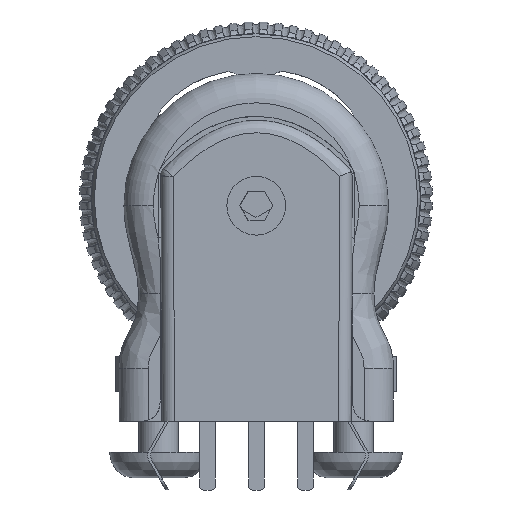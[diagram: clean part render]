
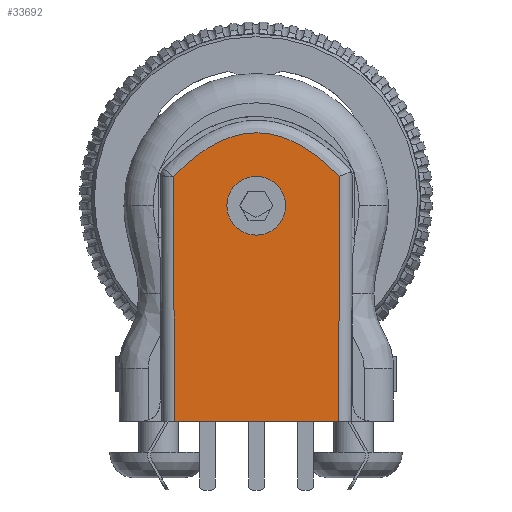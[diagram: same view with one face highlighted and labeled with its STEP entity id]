
A CAD part, left-side view. The second image highlights one B-rep face of the part: STEP entity #33692.
In plain terms, the highlighted planar face has unit normal (-1, 0, 0).
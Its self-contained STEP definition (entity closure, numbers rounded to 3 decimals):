
#33051=CARTESIAN_POINT('',(-8.992,-4.025,0.));
#33052=VERTEX_POINT('',#33051);
#33053=CARTESIAN_POINT('',(-8.992,4.343,0.));
#33054=VERTEX_POINT('',#33053);
#33055=CARTESIAN_POINT('',(-8.992,-4.025,0.));
#33056=DIRECTION('',(0.,1.,-0.));
#33057=VECTOR('',#33056,8.369);
#33058=LINE('',#33055,#33057);
#33059=EDGE_CURVE('',#33052,#33054,#33058,.T.);
#33569=CARTESIAN_POINT('',(-8.992,0.159,14.575));
#33570=DIRECTION('',(-1.,0.,-0.));
#33571=DIRECTION('',(-0.,-1.,0.));
#33572=AXIS2_PLACEMENT_3D('',#33569,#33570,#33571);
#33573=PLANE('',#33572);
#33574=CARTESIAN_POINT('',(-8.992,4.399,12.497));
#33575=VERTEX_POINT('',#33574);
#33576=CARTESIAN_POINT('',(-8.992,4.399,12.492));
#33577=VERTEX_POINT('',#33576);
#33578=CARTESIAN_POINT('',(-8.992,4.399,12.497));
#33579=CARTESIAN_POINT('',(-8.992,4.399,12.496));
#33580=CARTESIAN_POINT('',(-8.992,4.399,12.494));
#33581=CARTESIAN_POINT('',(-8.992,4.399,12.492));
#33582=B_SPLINE_CURVE_WITH_KNOTS('',3,(#33578,#33579,#33580,#33581),.UNSPECIFIED.,.F.,.F.,(4,4),(0.,0.),.UNSPECIFIED.);
#33583=EDGE_CURVE('',#33575,#33577,#33582,.T.);
#33584=ORIENTED_EDGE('',*,*,#33583,.T.);
#33585=CARTESIAN_POINT('',(-8.992,4.399,12.492));
#33586=DIRECTION('',(-0.,-0.004,-1.));
#33587=VECTOR('',#33586,12.492);
#33588=LINE('',#33585,#33587);
#33589=EDGE_CURVE('',#33577,#33054,#33588,.T.);
#33590=ORIENTED_EDGE('',*,*,#33589,.T.);
#33591=ORIENTED_EDGE('',*,*,#33059,.F.);
#33592=CARTESIAN_POINT('',(-8.992,-4.081,12.498));
#33593=VERTEX_POINT('',#33592);
#33594=CARTESIAN_POINT('',(-8.992,-4.025,0.));
#33595=DIRECTION('',(-0.,-0.004,1.));
#33596=VECTOR('',#33595,12.498);
#33597=LINE('',#33594,#33596);
#33598=EDGE_CURVE('',#33052,#33593,#33597,.T.);
#33599=ORIENTED_EDGE('',*,*,#33598,.T.);
#33600=CARTESIAN_POINT('',(-8.992,-4.081,12.498));
#33601=CARTESIAN_POINT('',(-8.992,-3.794,12.793));
#33602=CARTESIAN_POINT('',(-8.992,-3.494,13.075));
#33603=CARTESIAN_POINT('',(-8.992,-3.178,13.334));
#33604=CARTESIAN_POINT('',(-8.992,-2.863,13.594));
#33605=CARTESIAN_POINT('',(-8.992,-2.531,13.831));
#33606=CARTESIAN_POINT('',(-8.992,-2.177,14.038));
#33607=CARTESIAN_POINT('',(-8.992,-2.,14.141));
#33608=CARTESIAN_POINT('',(-8.992,-1.815,14.237));
#33609=CARTESIAN_POINT('',(-8.992,-1.628,14.321));
#33610=CARTESIAN_POINT('',(-8.992,-1.44,14.405));
#33611=CARTESIAN_POINT('',(-8.992,-1.248,14.478));
#33612=CARTESIAN_POINT('',(-8.992,-1.052,14.538));
#33613=CARTESIAN_POINT('',(-8.992,-0.856,14.598));
#33614=CARTESIAN_POINT('',(-8.992,-0.653,14.645));
#33615=CARTESIAN_POINT('',(-8.992,-0.449,14.676));
#33616=CARTESIAN_POINT('',(-8.992,-0.246,14.707));
#33617=CARTESIAN_POINT('',(-8.992,-0.042,14.723));
#33618=CARTESIAN_POINT('',(-8.992,0.162,14.722));
#33619=CARTESIAN_POINT('',(-8.992,0.365,14.722));
#33620=CARTESIAN_POINT('',(-8.992,0.569,14.705));
#33621=CARTESIAN_POINT('',(-8.992,0.772,14.673));
#33622=CARTESIAN_POINT('',(-8.992,0.975,14.641));
#33623=CARTESIAN_POINT('',(-8.992,1.178,14.593));
#33624=CARTESIAN_POINT('',(-8.992,1.373,14.533));
#33625=CARTESIAN_POINT('',(-8.992,1.569,14.473));
#33626=CARTESIAN_POINT('',(-8.992,1.76,14.399));
#33627=CARTESIAN_POINT('',(-8.992,1.947,14.315));
#33628=CARTESIAN_POINT('',(-8.992,2.134,14.231));
#33629=CARTESIAN_POINT('',(-8.992,2.318,14.136));
#33630=CARTESIAN_POINT('',(-8.992,2.496,14.032));
#33631=CARTESIAN_POINT('',(-8.992,2.852,13.825));
#33632=CARTESIAN_POINT('',(-8.992,3.183,13.587));
#33633=CARTESIAN_POINT('',(-8.992,3.498,13.329));
#33634=CARTESIAN_POINT('',(-8.992,3.814,13.07));
#33635=CARTESIAN_POINT('',(-8.992,4.112,12.792));
#33636=CARTESIAN_POINT('',(-8.992,4.399,12.497));
#33637=B_SPLINE_CURVE_WITH_KNOTS('',3,(#33600,#33601,#33602,#33603,#33604,#33605,#33606,#33607,#33608,#33609,#33610,#33611,#33612,#33613,#33614,#33615,#33616,#33617,#33618,#33619,#33620,#33621,#33622,#33623,#33624,#33625,
#33626,#33627,#33628,#33629,#33630,#33631,#33632,#33633,#33634,#33635,#33636),.UNSPECIFIED.,.F.,.F.,(4,3,3,3,3,3,3,3,3,3,3,3,4),(0.,0.001,0.003,0.003,0.004,0.004,0.005,0.006,0.006,0.007,0.007,0.009,0.01),.UNSPECIFIED.);
#33638=EDGE_CURVE('',#33593,#33575,#33637,.T.);
#33639=ORIENTED_EDGE('',*,*,#33638,.T.);
#33640=EDGE_LOOP('',(#33584,#33590,#33591,#33599,#33639));
#33641=FACE_BOUND('',#33640,.T.);
#33642=CARTESIAN_POINT('',(-8.992,0.584,11.736));
#33643=VERTEX_POINT('',#33642);
#33644=CARTESIAN_POINT('',(-8.992,-0.266,11.736));
#33645=VERTEX_POINT('',#33644);
#33646=CARTESIAN_POINT('',(-8.992,0.584,11.736));
#33647=DIRECTION('',(-0.,-1.,0.));
#33648=VECTOR('',#33647,0.85);
#33649=LINE('',#33646,#33648);
#33650=EDGE_CURVE('',#33643,#33645,#33649,.T.);
#33651=ORIENTED_EDGE('',*,*,#33650,.T.);
#33652=CARTESIAN_POINT('',(-8.992,-0.691,11.));
#33653=VERTEX_POINT('',#33652);
#33654=CARTESIAN_POINT('',(-8.992,-0.266,11.736));
#33655=DIRECTION('',(-0.,-0.5,-0.866));
#33656=VECTOR('',#33655,0.85);
#33657=LINE('',#33654,#33656);
#33658=EDGE_CURVE('',#33645,#33653,#33657,.T.);
#33659=ORIENTED_EDGE('',*,*,#33658,.T.);
#33660=CARTESIAN_POINT('',(-8.992,-0.266,10.264));
#33661=VERTEX_POINT('',#33660);
#33662=CARTESIAN_POINT('',(-8.992,-0.691,11.));
#33663=DIRECTION('',(0.,0.5,-0.866));
#33664=VECTOR('',#33663,0.85);
#33665=LINE('',#33662,#33664);
#33666=EDGE_CURVE('',#33653,#33661,#33665,.T.);
#33667=ORIENTED_EDGE('',*,*,#33666,.T.);
#33668=CARTESIAN_POINT('',(-8.992,0.584,10.264));
#33669=VERTEX_POINT('',#33668);
#33670=CARTESIAN_POINT('',(-8.992,-0.266,10.264));
#33671=DIRECTION('',(0.,1.,-0.));
#33672=VECTOR('',#33671,0.85);
#33673=LINE('',#33670,#33672);
#33674=EDGE_CURVE('',#33661,#33669,#33673,.T.);
#33675=ORIENTED_EDGE('',*,*,#33674,.T.);
#33676=CARTESIAN_POINT('',(-8.992,1.009,11.));
#33677=VERTEX_POINT('',#33676);
#33678=CARTESIAN_POINT('',(-8.992,0.584,10.264));
#33679=DIRECTION('',(0.,0.5,0.866));
#33680=VECTOR('',#33679,0.85);
#33681=LINE('',#33678,#33680);
#33682=EDGE_CURVE('',#33669,#33677,#33681,.T.);
#33683=ORIENTED_EDGE('',*,*,#33682,.T.);
#33684=CARTESIAN_POINT('',(-8.992,1.009,11.));
#33685=DIRECTION('',(-0.,-0.5,0.866));
#33686=VECTOR('',#33685,0.85);
#33687=LINE('',#33684,#33686);
#33688=EDGE_CURVE('',#33677,#33643,#33687,.T.);
#33689=ORIENTED_EDGE('',*,*,#33688,.T.);
#33690=EDGE_LOOP('',(#33651,#33659,#33667,#33675,#33683,#33689));
#33691=FACE_BOUND('',#33690,.T.);
#33692=ADVANCED_FACE('',(#33641,#33691),#33573,.T.);
